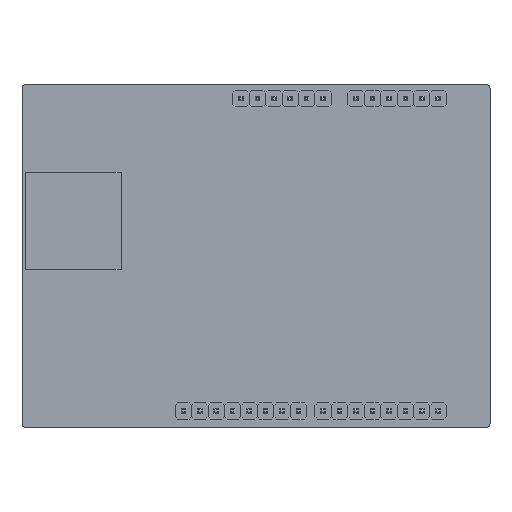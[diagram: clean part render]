
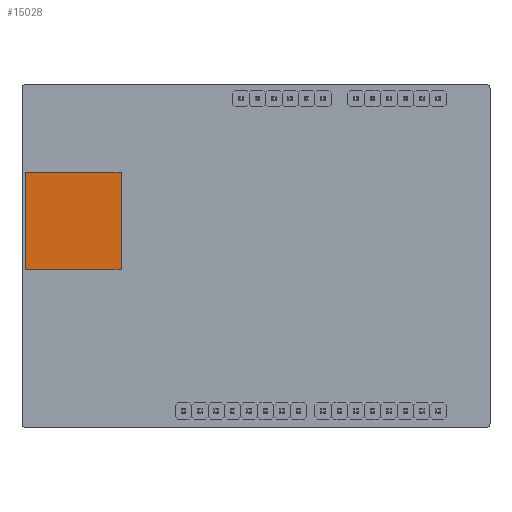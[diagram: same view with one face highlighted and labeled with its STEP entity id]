
A CAD part, front view. The second image highlights one B-rep face of the part: STEP entity #15028.
In plain terms, the highlighted planar face has unit normal (0, -1, 0).
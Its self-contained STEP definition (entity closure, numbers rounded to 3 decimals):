
#537 = EDGE_CURVE ( 'NONE', #11837, #11278, #4074, .T. ) ;
#932 = EDGE_CURVE ( 'NONE', #6625, #3493, #12311, .T. ) ;
#2063 = CARTESIAN_POINT ( 'NONE',  ( -35.65, -1.7, -2.05 ) ) ;
#2184 = CARTESIAN_POINT ( 'NONE',  ( -20.85, -1.7, -2.05 ) ) ;
#2374 = ORIENTED_EDGE ( 'NONE', *, *, #6471, .T. ) ;
#2449 = CARTESIAN_POINT ( 'NONE',  ( -35.65, -1.7, 12.95 ) ) ;
#2815 = CARTESIAN_POINT ( 'NONE',  ( -20.85, -1.7, 12.95 ) ) ;
#3493 = VERTEX_POINT ( 'NONE', #2449 ) ;
#4074 = LINE ( 'NONE', #7683, #5056 ) ;
#4629 = DIRECTION ( 'NONE',  ( 0., 0., 1. ) ) ;
#4711 = DIRECTION ( 'NONE',  ( 0., 0., -1. ) ) ;
#5056 = VECTOR ( 'NONE', #17536, 1000. ) ;
#6041 = EDGE_CURVE ( 'NONE', #3493, #11837, #7122, .T. ) ;
#6254 = CARTESIAN_POINT ( 'NONE',  ( 0., -1.7, 0. ) ) ;
#6471 = EDGE_CURVE ( 'NONE', #11278, #6625, #10284, .T. ) ;
#6581 = ORIENTED_EDGE ( 'NONE', *, *, #6041, .T. ) ;
#6586 = CARTESIAN_POINT ( 'NONE',  ( -35.65, -1.7, 12.95 ) ) ;
#6625 = VERTEX_POINT ( 'NONE', #2815 ) ;
#7122 = LINE ( 'NONE', #15881, #13517 ) ;
#7630 = PLANE ( 'NONE',  #10579 ) ;
#7683 = CARTESIAN_POINT ( 'NONE',  ( -35.65, -1.7, -2.05 ) ) ;
#8742 = DIRECTION ( 'NONE',  ( 0., -1., 0. ) ) ;
#8805 = CARTESIAN_POINT ( 'NONE',  ( -20.85, -1.7, 12.95 ) ) ;
#10284 = LINE ( 'NONE', #8805, #15205 ) ;
#10579 = AXIS2_PLACEMENT_3D ( 'NONE', #6254, #8742, #17071 ) ;
#11278 = VERTEX_POINT ( 'NONE', #2184 ) ;
#11837 = VERTEX_POINT ( 'NONE', #2063 ) ;
#12311 = LINE ( 'NONE', #6586, #14469 ) ;
#13517 = VECTOR ( 'NONE', #4711, 1000. ) ;
#13629 = DIRECTION ( 'NONE',  ( -1., 0., 0. ) ) ;
#14469 = VECTOR ( 'NONE', #13629, 1000. ) ;
#14483 = EDGE_LOOP ( 'NONE', ( #6581, #16289, #2374, #17576 ) ) ;
#15028 = ADVANCED_FACE ( 'NONE', ( #17467 ), #7630, .T. ) ;
#15205 = VECTOR ( 'NONE', #4629, 1000. ) ;
#15881 = CARTESIAN_POINT ( 'NONE',  ( -35.65, -1.7, 12.95 ) ) ;
#16289 = ORIENTED_EDGE ( 'NONE', *, *, #537, .T. ) ;
#17071 = DIRECTION ( 'NONE',  ( 0., 0., -1. ) ) ;
#17467 = FACE_OUTER_BOUND ( 'NONE', #14483, .T. ) ;
#17536 = DIRECTION ( 'NONE',  ( 1., 0., 0. ) ) ;
#17576 = ORIENTED_EDGE ( 'NONE', *, *, #932, .T. ) ;
